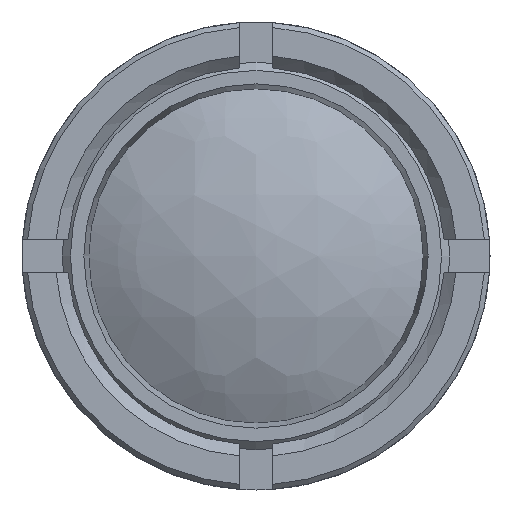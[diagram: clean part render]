
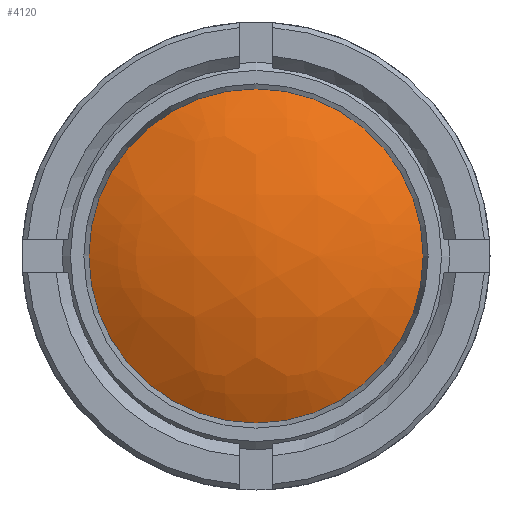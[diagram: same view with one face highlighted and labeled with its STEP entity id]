
A CAD part, left-side view. The second image highlights one B-rep face of the part: STEP entity #4120.
In plain terms, the highlighted free-form (B-spline) face has degree [3, 3] with [4, 4] control points.
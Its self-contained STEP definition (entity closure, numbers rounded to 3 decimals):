
#257 = CARTESIAN_POINT ( 'NONE',  ( 73.469, -10.549, -3.311 ) ) ;
#298 = DIRECTION ( 'NONE',  ( 0., 0., -1. ) ) ;
#651 = CARTESIAN_POINT ( 'NONE',  ( 76.847, 10.594, -9.062 ) ) ;
#757 = CARTESIAN_POINT ( 'NONE',  ( 73.468, -3.852, 11.095 ) ) ;
#1715 = EDGE_LOOP ( 'NONE', ( #4765 ) ) ;
#1881 = FACE_OUTER_BOUND ( 'NONE', #1715, .T. ) ;
#1929 = CARTESIAN_POINT ( 'NONE',  ( 76.871, 10.594, 9.103 ) ) ;
#2005 = DIRECTION ( 'NONE',  ( -1., 0., 0. ) ) ;
#2311 = CARTESIAN_POINT ( 'NONE',  ( 73.496, 10.594, -3.306 ) ) ;
#2346 = EDGE_CURVE ( 'NONE', #4151, #4151, #5036, .T. ) ;
#2392 = CARTESIAN_POINT ( 'NONE',  ( 73.448, 3.906, -11.041 ) ) ;
#2721 = AXIS2_PLACEMENT_3D ( 'NONE', #3971, #2005, #298 ) ;
#2738 = CARTESIAN_POINT ( 'NONE',  ( 69.355, -3.852, -4.029 ) ) ;
#2837 = CARTESIAN_POINT ( 'NONE',  ( 74.289, 0., -10.4 ) ) ;
#3117 = CARTESIAN_POINT ( 'NONE',  ( 73.505, 10.594, 3.355 ) ) ;
#3226 = CARTESIAN_POINT ( 'NONE',  ( 73.477, 3.906, 11.09 ) ) ;
#3532 = CARTESIAN_POINT ( 'NONE',  ( 69.365, -3.852, 4.089 ) ) ;
#3581 = CARTESIAN_POINT ( 'NONE',  ( 76.824, -10.549, -9.075 ) ) ;
#3609 = CARTESIAN_POINT ( 'NONE',  ( 73.44, -3.852, -11.046 ) ) ;
#3667 =( BOUNDED_SURFACE ( )  B_SPLINE_SURFACE ( 3, 3, ( 
 ( #3979, #4753, #257, #3581 ),
 ( #757, #3532, #2738, #3609 ),
 ( #3226, #3929, #4356, #2392 ),
 ( #1929, #3117, #2311, #651 ) ),
 .UNSPECIFIED., .F., .F., .F. ) 
 B_SPLINE_SURFACE_WITH_KNOTS ( ( 4, 4 ),
 ( 4, 4 ),
 ( 0., 1. ),
 ( 0., 1. ),
 .UNSPECIFIED. ) 
 GEOMETRIC_REPRESENTATION_ITEM ( )  RATIONAL_B_SPLINE_SURFACE ( (
 ( 1., 0.909, 0.909, 1.),
 ( 0.908, 0.826, 0.826, 0.908),
 ( 0.908, 0.826, 0.826, 0.908),
 ( 1., 0.909, 0.909, 1.) ) ) 
 REPRESENTATION_ITEM ( '' )  SURFACE ( )  );
#3929 = CARTESIAN_POINT ( 'NONE',  ( 69.376, 3.906, 4.088 ) ) ;
#3971 = CARTESIAN_POINT ( 'NONE',  ( 74.289, 0., 0. ) ) ;
#3979 = CARTESIAN_POINT ( 'NONE',  ( 76.848, -10.549, 9.116 ) ) ;
#4120 = ADVANCED_FACE ( 'NONE', ( #1881 ), #3667, .T. ) ;
#4151 = VERTEX_POINT ( 'NONE', #2837 ) ;
#4356 = CARTESIAN_POINT ( 'NONE',  ( 69.365, 3.906, -4.028 ) ) ;
#4753 = CARTESIAN_POINT ( 'NONE',  ( 73.477, -10.549, 3.36 ) ) ;
#4765 = ORIENTED_EDGE ( 'NONE', *, *, #2346, .T. ) ;
#5036 = CIRCLE ( 'NONE', #2721, 10.4 ) ;
